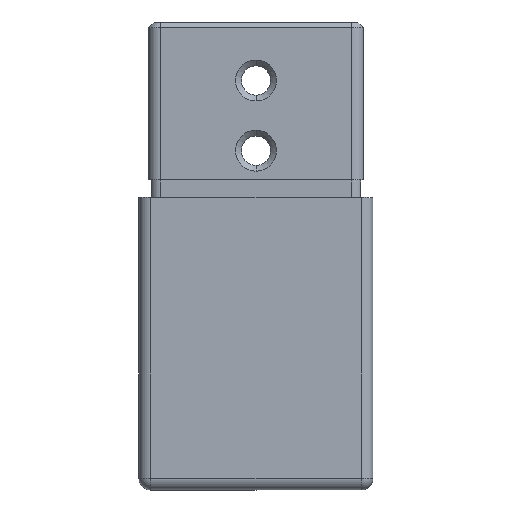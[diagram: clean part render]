
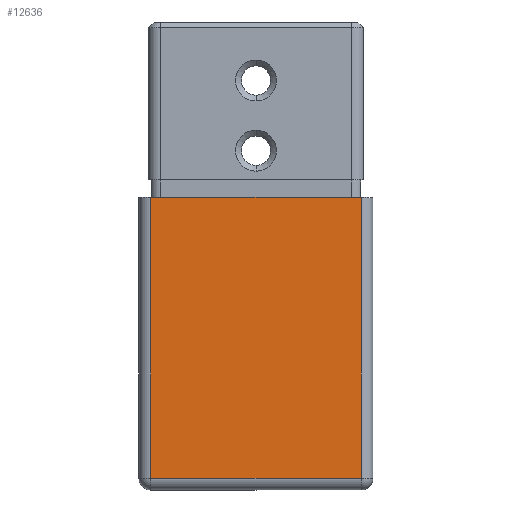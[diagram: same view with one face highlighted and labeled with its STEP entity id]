
A CAD part, front view. The second image highlights one B-rep face of the part: STEP entity #12636.
In plain terms, the highlighted planar face has unit normal (0, -1, 0).
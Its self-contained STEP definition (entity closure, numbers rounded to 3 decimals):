
#848 = CARTESIAN_POINT ( 'NONE',  ( 18., 0., 0. ) ) ;
#1112 = LINE ( 'NONE', #16979, #12156 ) ;
#1157 = DIRECTION ( 'NONE',  ( 0., 0., 1. ) ) ;
#3153 = CARTESIAN_POINT ( 'NONE',  ( 18., 0., 2. ) ) ;
#3770 = EDGE_CURVE ( 'NONE', #5753, #10204, #9597, .T. ) ;
#4582 = ORIENTED_EDGE ( 'NONE', *, *, #17766, .T. ) ;
#5753 = VERTEX_POINT ( 'NONE', #16904 ) ;
#5762 = VECTOR ( 'NONE', #11878, 1000. ) ;
#5866 = CARTESIAN_POINT ( 'NONE',  ( 18., 0., 50. ) ) ;
#6229 = VERTEX_POINT ( 'NONE', #6630 ) ;
#6630 = CARTESIAN_POINT ( 'NONE',  ( -18., 0., 50. ) ) ;
#7786 = CARTESIAN_POINT ( 'NONE',  ( 18., 0., 50. ) ) ;
#8139 = DIRECTION ( 'NONE',  ( 0., 0., -1. ) ) ;
#8378 = CARTESIAN_POINT ( 'NONE',  ( 18., 0., 2. ) ) ;
#8612 = AXIS2_PLACEMENT_3D ( 'NONE', #848, #15244, #8139 ) ;
#9289 = VECTOR ( 'NONE', #1157, 1000. ) ;
#9597 = LINE ( 'NONE', #3153, #5762 ) ;
#10058 = FACE_OUTER_BOUND ( 'NONE', #15969, .T. ) ;
#10204 = VERTEX_POINT ( 'NONE', #8378 ) ;
#10327 = ORIENTED_EDGE ( 'NONE', *, *, #3770, .T. ) ;
#10701 = EDGE_CURVE ( 'NONE', #6229, #15670, #14826, .T. ) ;
#11108 = CARTESIAN_POINT ( 'NONE',  ( -18., 0., 0. ) ) ;
#11878 = DIRECTION ( 'NONE',  ( 1., 0., 0. ) ) ;
#12156 = VECTOR ( 'NONE', #12868, 1000. ) ;
#12539 = ORIENTED_EDGE ( 'NONE', *, *, #10701, .F. ) ;
#12636 = ADVANCED_FACE ( 'NONE', ( #10058 ), #16755, .T. ) ;
#12868 = DIRECTION ( 'NONE',  ( 0., 0., 1. ) ) ;
#13274 = DIRECTION ( 'NONE',  ( 1., 0., 0. ) ) ;
#14017 = LINE ( 'NONE', #11108, #9289 ) ;
#14064 = EDGE_CURVE ( 'NONE', #5753, #6229, #14017, .T. ) ;
#14826 = LINE ( 'NONE', #7786, #16636 ) ;
#15244 = DIRECTION ( 'NONE',  ( 0., -1., 0. ) ) ;
#15670 = VERTEX_POINT ( 'NONE', #5866 ) ;
#15969 = EDGE_LOOP ( 'NONE', ( #18321, #10327, #4582, #12539 ) ) ;
#16636 = VECTOR ( 'NONE', #13274, 1000. ) ;
#16755 = PLANE ( 'NONE',  #8612 ) ;
#16904 = CARTESIAN_POINT ( 'NONE',  ( -18., 0., 2. ) ) ;
#16979 = CARTESIAN_POINT ( 'NONE',  ( 18., 0., 0. ) ) ;
#17766 = EDGE_CURVE ( 'NONE', #10204, #15670, #1112, .T. ) ;
#18321 = ORIENTED_EDGE ( 'NONE', *, *, #14064, .F. ) ;
